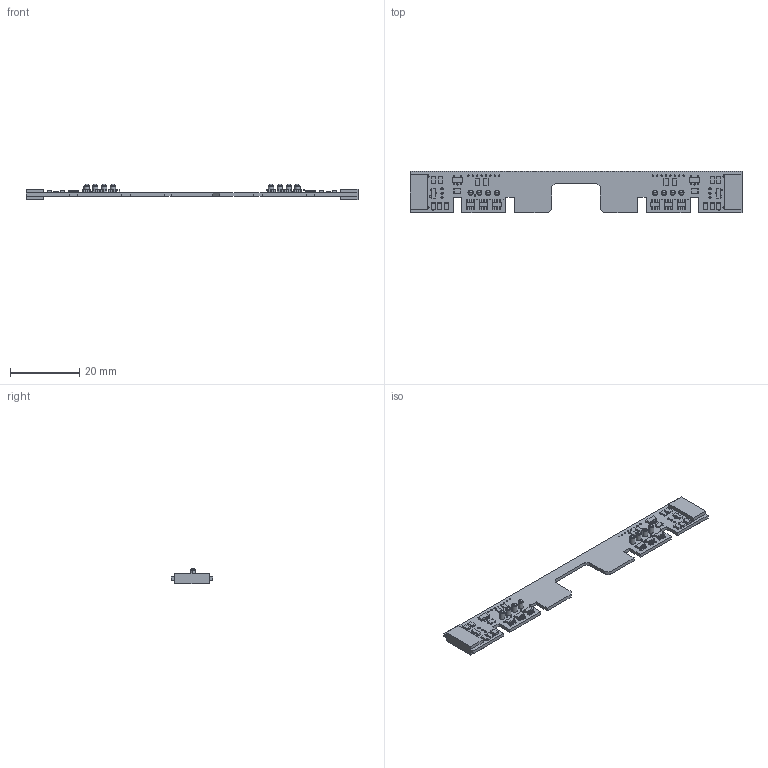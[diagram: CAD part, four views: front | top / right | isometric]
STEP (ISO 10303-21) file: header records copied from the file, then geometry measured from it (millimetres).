
FILE_DESCRIPTION(('PCB Model'),'2;1');
FILE_NAME('InterfaceBoard.STEP', '2018-10-21T22:09:18',('suku'),('Unspecified'), 'Open CASCADE STEP processor 6.8','Proteus','Unknown');
FILE_SCHEMA(('CONFIG_CONTROL_DESIGN','SHAPE_APPEARANCE_LAYER_MIM'));
Length unit declared in the file: millimetre
Products named in the file (77): Open CASCADE STEP translator 6.8 1; Layer_1; J24; Open CASCADE STEP translator 6.8 1.2.1; Body_1; J25; Open CASCADE STEP translator 6.8 1.3.1; J26; Open CASCADE STEP translator 6.8 1.4.1; J27; Open CASCADE STEP translator 6.8 1.5.1; J20; Open CASCADE STEP translator 6.8 1.6.1; J23; Open CASCADE STEP translator 6.8 1.7.1; Open CASCADE STEP translator 6.8 1.8; Open CASCADE STEP translator 6.8 1.8.1; Open CASCADE STEP translator 6.8 1.9; R12; Open CASCADE STEP translator 6.8 1.10.1; Pin_1; Pin_2; C4; Open CASCADE STEP translator 6.8 1.11.1; C2; R6; C3; J21; Open CASCADE STEP translator 6.8 1.15.1; J22; Open CASCADE STEP translator 6.8 1.16.1; U7; Open CASCADE STEP translator 6.8 1.17.1; Pin_3; Pin_4; Pin_5; Pin_6; Q3; Q4; R7 ...
Assembly tree (105 placements, depth 4):
  Open CASCADE STEP translator 6.8 1
    Layer_1
    J24
      Open CASCADE STEP translator 6.8 1.2.1
        Body_1
    J25
      Open CASCADE STEP translator 6.8 1.3.1
        Body_1
    J26
      Open CASCADE STEP translator 6.8 1.4.1
        Body_1
    J27
      Open CASCADE STEP translator 6.8 1.5.1
        Body_1
    J20
      Open CASCADE STEP translator 6.8 1.6.1
        Body_1
    J23
      Open CASCADE STEP translator 6.8 1.7.1
        Body_1
    Open CASCADE STEP translator 6.8 1.8
      Open CASCADE STEP translator 6.8 1.8.1
        Body_1
    Open CASCADE STEP translator 6.8 1.9
      Open CASCADE STEP translator 6.8 1.8.1
        Body_1
    R12
      Open CASCADE STEP translator 6.8 1.10.1
        Body_1
        Pin_1
        Pin_2
    C4
      Open CASCADE STEP translator 6.8 1.11.1
        Body_1
        Pin_1
        Pin_2
    C2
      Open CASCADE STEP translator 6.8 1.11.1
        Body_1
        Pin_1
        Pin_2
    R6
      Open CASCADE STEP translator 6.8 1.10.1
        Body_1
        Pin_1
        Pin_2
    C3
      Open CASCADE STEP translator 6.8 1.11.1
        Body_1
        Pin_1
        Pin_2
    J21
      Open CASCADE STEP translator 6.8 1.15.1
        Body_1
    J22
      Open CASCADE STEP translator 6.8 1.16.1
        Body_1
    U7
      Open CASCADE STEP translator 6.8 1.17.1
        Body_1
Bounding box: 96 x 12 x 4.5 mm (x, y, z)
Volume: 1255.6 mm3; surface area: 3022.3 mm2
Topology: 127 solids, 135 shells, 1572 faces, 3858 edges, 2556 vertices
Faces by surface type: plane 1134, cylinder 406, revolution 16, sphere 16
Entity records: 19319 total; most frequent: CARTESIAN_POINT 2742, DIRECTION 2702, ORIENTED_EDGE 2510, EDGE_CURVE 1255, AXIS2_PLACEMENT_3D 920, LINE 860, VECTOR 860, VERTEX_POINT 836
